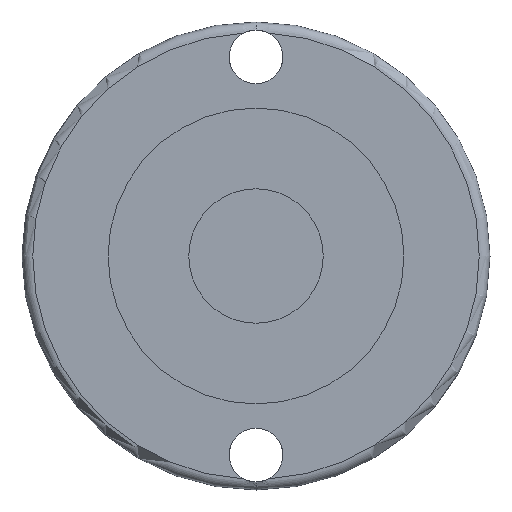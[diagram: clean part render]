
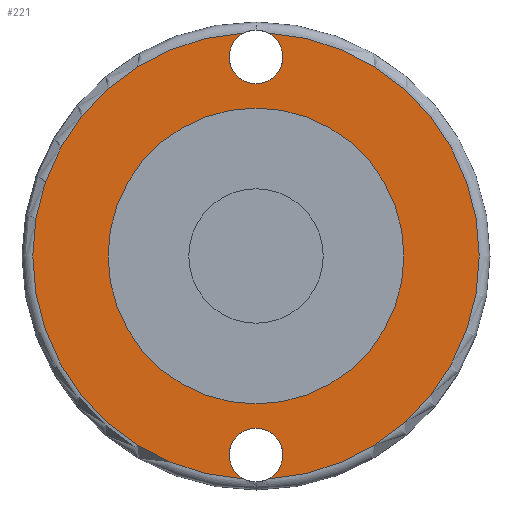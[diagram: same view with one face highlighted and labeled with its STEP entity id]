
A CAD part, front view. The second image highlights one B-rep face of the part: STEP entity #221.
In plain terms, the highlighted planar face has unit normal (0, -1, 0).
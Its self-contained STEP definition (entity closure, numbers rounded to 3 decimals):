
#38 = CARTESIAN_POINT ( 'NONE',  ( 0., 0., -27.5 ) ) ;
#135 = CARTESIAN_POINT ( 'NONE',  ( 2.307, 0., -41.436 ) ) ;
#154 = VERTEX_POINT ( 'NONE', #335 ) ;
#160 = CARTESIAN_POINT ( 'NONE',  ( 0., 0., -32. ) ) ;
#197 = CIRCLE ( 'NONE', #651, 41.5 ) ;
#200 = ORIENTED_EDGE ( 'NONE', *, *, #945, .T. ) ;
#221 = ADVANCED_FACE ( 'NONE', ( #431, #407 ), #714, .T. ) ;
#254 = DIRECTION ( 'NONE',  ( 0., 1., 0. ) ) ;
#257 = VERTEX_POINT ( 'NONE', #160 ) ;
#277 = DIRECTION ( 'NONE',  ( 0., -1., 0. ) ) ;
#284 = CIRCLE ( 'NONE', #593, 41.5 ) ;
#292 = DIRECTION ( 'NONE',  ( 0., 0., -1. ) ) ;
#300 = CARTESIAN_POINT ( 'NONE',  ( 0., 0., 0. ) ) ;
#309 = DIRECTION ( 'NONE',  ( 0., -1., 0. ) ) ;
#316 = CIRCLE ( 'NONE', #633, 5. ) ;
#322 = CARTESIAN_POINT ( 'NONE',  ( -2.307, 0., -41.436 ) ) ;
#327 = VERTEX_POINT ( 'NONE', #38 ) ;
#335 = CARTESIAN_POINT ( 'NONE',  ( -2.307, 0., 41.436 ) ) ;
#358 = CARTESIAN_POINT ( 'NONE',  ( 0., 0., 27.5 ) ) ;
#364 = DIRECTION ( 'NONE',  ( 0., 1., 0. ) ) ;
#376 = EDGE_LOOP ( 'NONE', ( #986, #628, #858, #200, #1042, #1011 ) ) ;
#381 = CARTESIAN_POINT ( 'NONE',  ( 0., 0., 0. ) ) ;
#387 = CARTESIAN_POINT ( 'NONE',  ( 2.307, 0., 41.436 ) ) ;
#392 = DIRECTION ( 'NONE',  ( 0., 0., 1. ) ) ;
#394 = CARTESIAN_POINT ( 'NONE',  ( 0., 0., -37. ) ) ;
#399 = VERTEX_POINT ( 'NONE', #358 ) ;
#403 = CARTESIAN_POINT ( 'NONE',  ( 0., 0., 37. ) ) ;
#407 = FACE_BOUND ( 'NONE', #546, .T. ) ;
#412 = DIRECTION ( 'NONE',  ( 0., 0., 1. ) ) ;
#413 = DIRECTION ( 'NONE',  ( 0., 1., 0. ) ) ;
#431 = FACE_OUTER_BOUND ( 'NONE', #376, .T. ) ;
#435 = DIRECTION ( 'NONE',  ( 0., 0., -1. ) ) ;
#438 = CARTESIAN_POINT ( 'NONE',  ( 0., 0., 32. ) ) ;
#439 = CARTESIAN_POINT ( 'NONE',  ( 0., 0., 0. ) ) ;
#440 = DIRECTION ( 'NONE',  ( 0., -1., 0. ) ) ;
#457 = CARTESIAN_POINT ( 'NONE',  ( 27.5, 0., 0. ) ) ;
#495 = CIRCLE ( 'NONE', #634, 5. ) ;
#511 = CIRCLE ( 'NONE', #673, 5. ) ;
#526 = CIRCLE ( 'NONE', #635, 27.5 ) ;
#539 = ORIENTED_EDGE ( 'NONE', *, *, #909, .F. ) ;
#546 = EDGE_LOOP ( 'NONE', ( #626, #539 ) ) ;
#558 = DIRECTION ( 'NONE',  ( 0., 0., -1. ) ) ;
#568 = DIRECTION ( 'NONE',  ( 0., -1., 0. ) ) ;
#577 = CIRCLE ( 'NONE', #647, 27.5 ) ;
#586 = DIRECTION ( 'NONE',  ( 0., 0., -1. ) ) ;
#593 = AXIS2_PLACEMENT_3D ( 'NONE', #300, #309, #292 ) ;
#597 = DIRECTION ( 'NONE',  ( 0., 0., 1. ) ) ;
#599 = VERTEX_POINT ( 'NONE', #135 ) ;
#626 = ORIENTED_EDGE ( 'NONE', *, *, #939, .F. ) ;
#628 = ORIENTED_EDGE ( 'NONE', *, *, #943, .T. ) ;
#633 = AXIS2_PLACEMENT_3D ( 'NONE', #403, #364, #392 ) ;
#634 = AXIS2_PLACEMENT_3D ( 'NONE', #394, #413, #412 ) ;
#635 = AXIS2_PLACEMENT_3D ( 'NONE', #439, #440, #435 ) ;
#647 = AXIS2_PLACEMENT_3D ( 'NONE', #381, #568, #558 ) ;
#651 = AXIS2_PLACEMENT_3D ( 'NONE', #1002, #1029, #908 ) ;
#667 = AXIS2_PLACEMENT_3D ( 'NONE', #776, #254, #597 ) ;
#673 = AXIS2_PLACEMENT_3D ( 'NONE', #742, #710, #688 ) ;
#688 = DIRECTION ( 'NONE',  ( 0., 0., 1. ) ) ;
#710 = DIRECTION ( 'NONE',  ( 0., 1., 0. ) ) ;
#714 = PLANE ( 'NONE',  #773 ) ;
#742 = CARTESIAN_POINT ( 'NONE',  ( 0., 0., -37. ) ) ;
#773 = AXIS2_PLACEMENT_3D ( 'NONE', #457, #277, #586 ) ;
#776 = CARTESIAN_POINT ( 'NONE',  ( 0., 0., 37. ) ) ;
#796 = VERTEX_POINT ( 'NONE', #387 ) ;
#852 = EDGE_CURVE ( 'NONE', #1003, #257, #511, .T. ) ;
#856 = EDGE_CURVE ( 'NONE', #895, #154, #1067, .T. ) ;
#858 = ORIENTED_EDGE ( 'NONE', *, *, #897, .T. ) ;
#895 = VERTEX_POINT ( 'NONE', #438 ) ;
#897 = EDGE_CURVE ( 'NONE', #599, #796, #197, .T. ) ;
#908 = DIRECTION ( 'NONE',  ( 0., 0., -1. ) ) ;
#909 = EDGE_CURVE ( 'NONE', #399, #327, #577, .T. ) ;
#939 = EDGE_CURVE ( 'NONE', #327, #399, #526, .T. ) ;
#943 = EDGE_CURVE ( 'NONE', #257, #599, #495, .T. ) ;
#945 = EDGE_CURVE ( 'NONE', #796, #895, #316, .T. ) ;
#986 = ORIENTED_EDGE ( 'NONE', *, *, #852, .T. ) ;
#1002 = CARTESIAN_POINT ( 'NONE',  ( 0., 0., 0. ) ) ;
#1003 = VERTEX_POINT ( 'NONE', #322 ) ;
#1011 = ORIENTED_EDGE ( 'NONE', *, *, #1045, .T. ) ;
#1029 = DIRECTION ( 'NONE',  ( 0., -1., 0. ) ) ;
#1042 = ORIENTED_EDGE ( 'NONE', *, *, #856, .T. ) ;
#1045 = EDGE_CURVE ( 'NONE', #154, #1003, #284, .T. ) ;
#1067 = CIRCLE ( 'NONE', #667, 5. ) ;
